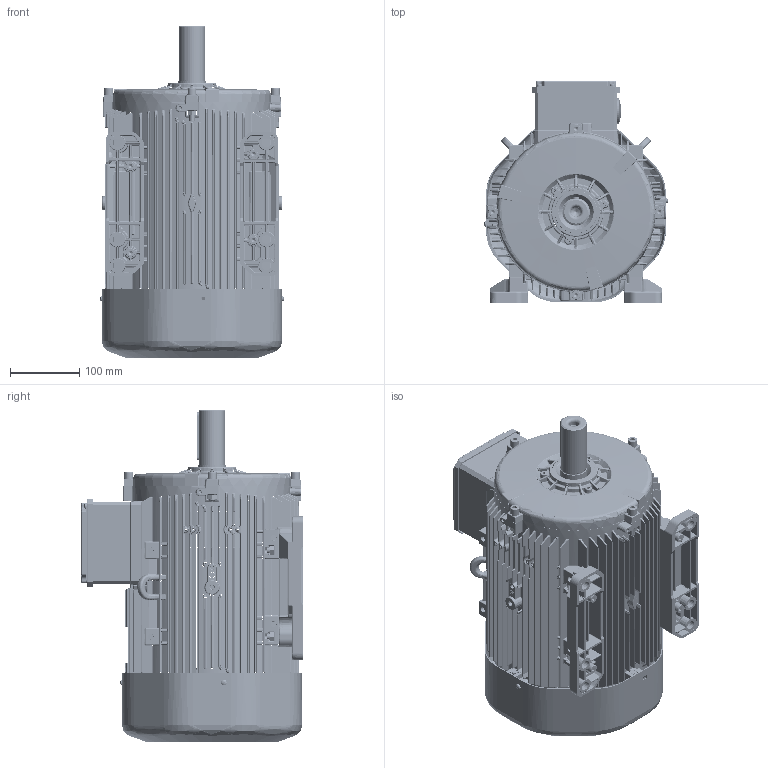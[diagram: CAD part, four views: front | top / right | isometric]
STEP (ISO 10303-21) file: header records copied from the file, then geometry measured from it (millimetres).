
FILE_DESCRIPTION(/* description */ (''),/* implementation_level */ '2;1');
FILE_NAME(/* name */ '_QH series_ 132_B3_stp.stp',/* time_stamp */ '2024-07-29T14:18:39+03:00',/* author */ (''),/* organization */ (''),/* preprocessor_version */ 'ST-DEVELOPER v18.102',/* originating_system */ 'SIEMENS PLM Software NX2206.8101',/* authorisation */ '');
FILE_SCHEMA (('AP203_CONFIGURATION_CONTROLLED_3D_DESIGN_OF_MECHANICAL_PARTS_AND_ASSEMBLIES_MIM_LF { 1 0 10303 403 2 1 2}'));
Products named in the file (1): _QH series_ 132_B3_stp_objects
Bounding box: 266.12 x 322.21 x 480.49 mm (x, y, z)
Surface area: 1150352.5 mm2 (no closed solid volume)
Topology: 0 solids, 664 shells, 7159 faces, 23595 edges, 15926 vertices
Faces by surface type: cylinder 3158, plane 1758, torus 1213, sphere 382, bspline 379, cone 269
Full cylindrical faces by diameter (mm): 4.2 x1, 5.5 x1, 8 x6, 8.028 x1, 8.477 x2, 8.478 x1, 12 x1, 14 x1, 24.404 x1, 37.6 x1, 38 x1, 40 x1, 45 x1, 82 x1, 86 x1, 86.767 x1, 230.5 x1
Entity records: 280756 total; most frequent: CARTESIAN_POINT 90526, DIRECTION 36026, ORIENTED_EDGE 34655, EDGE_CURVE 23129, VERTEX_POINT 15850, AXIS2_PLACEMENT_3D 13630, LINE 8766, VECTOR 8766
